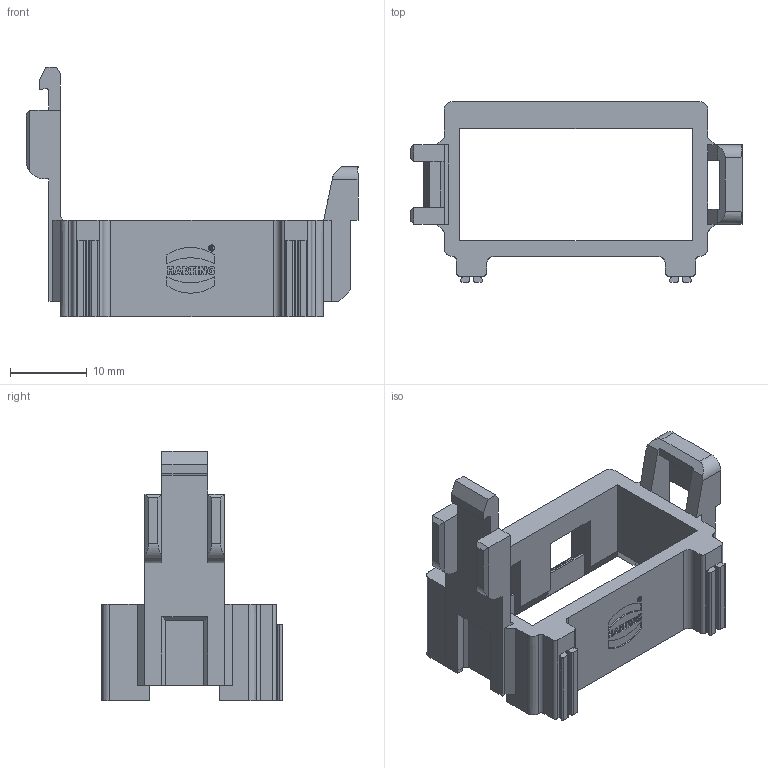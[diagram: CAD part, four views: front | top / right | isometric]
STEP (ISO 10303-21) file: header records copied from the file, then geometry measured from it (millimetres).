
FILE_DESCRIPTION(/* description */ (''),/* implementation_level */ '2;1');
FILE_NAME(/* name */ '100210163ugm000_b.stp',/* time_stamp */ '2019-12-02T09:32:57+01:00',/* author */ (''),/* organization */ (''),/* preprocessor_version */ 'ST-DEVELOPER v16.7',/* originating_system */ 'SIEMENS PLM Software NX 12.0',/* authorisation */ '');
FILE_SCHEMA (('AUTOMOTIVE_DESIGN { 1 0 10303 214 3 1 1 1 }'));
Length unit declared in the file: millimetre
Products named in the file (1): 100210163ugm000_b
Bounding box: 43.4 x 23.6 x 32.6 mm (x, y, z)
Volume: 3594.1 mm3; surface area: 4220 mm2
Topology: 1 solids, 1 shells, 290 faces, 898 edges, 706 vertices
Faces by surface type: plane 229, cylinder 57, bspline 2, extrusion 2
Full cylindrical faces by diameter (mm): 0.683 x1, 0.807 x1
Entity records: 11601 total; most frequent: CARTESIAN_POINT 1968, ORIENTED_EDGE 1618, DIRECTION 1579, EDGE_CURVE 809, VECTOR 753, LINE 751, VERTEX_POINT 532, AXIS2_PLACEMENT_3D 413
